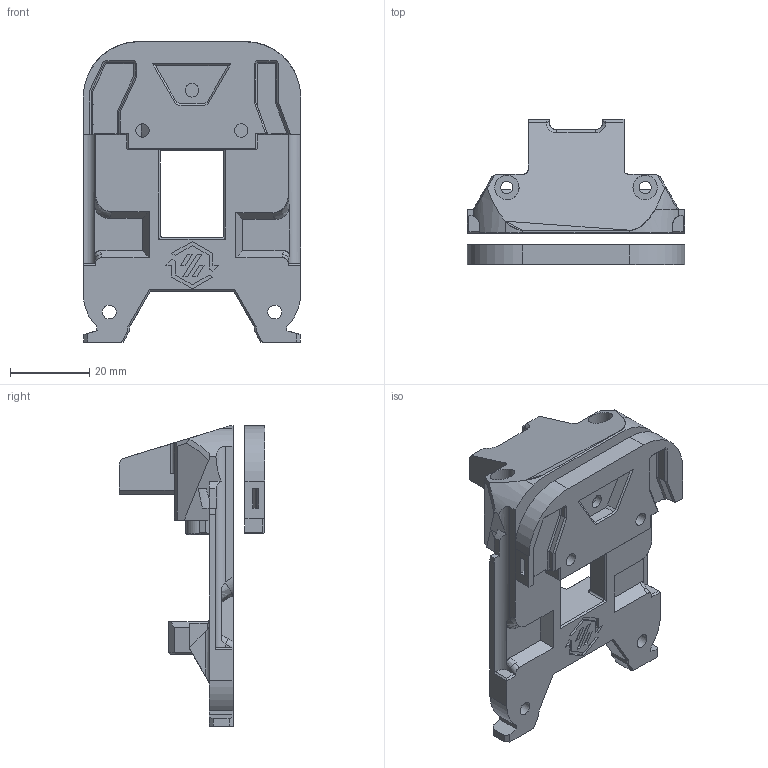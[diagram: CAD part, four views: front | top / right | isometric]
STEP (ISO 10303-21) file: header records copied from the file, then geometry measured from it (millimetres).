
FILE_DESCRIPTION(/* description */ (''),/* implementation_level */ '2;1');
FILE_NAME(/* name */ 'RapidBurner.step',/* time_stamp */ '2024-08-20T10:28:16-06:00',/* author */ (''),/* organization */ (''),/* preprocessor_version */ 'ST-DEVELOPER v20',/* originating_system */ 'Autodesk Translation Framework v13.14.0.145',/* authorisation */ '');
FILE_SCHEMA (('AUTOMOTIVE_DESIGN { 1 0 10303 214 3 1 1 }'));
Length unit declared in the file: millimetre
Products named in the file (3): RapidBurner; Backplate; Spacer
Assembly tree (2 placements, depth 2):
  RapidBurner
    Backplate
    Spacer
Bounding box: 55 x 36.69 x 76.03 mm (x, y, z)
Volume: 33732.4 mm3; surface area: 16737.6 mm2
Topology: 2 solids, 2 shells, 498 faces, 1335 edges, 863 vertices
Faces by surface type: plane 406, cylinder 75, bspline 10, cone 7
Full cylindrical faces by diameter (mm): 2.8 x4, 3.1 x3, 3.4 x3, 3.5 x2, 4.7 x2, 6.1 x1, 6.2 x2, 6.3 x3
Entity records: 15759 total; most frequent: CARTESIAN_POINT 3160, ORIENTED_EDGE 2670, DIRECTION 2450, EDGE_CURVE 1335, LINE 1122, VECTOR 1122, VERTEX_POINT 863, AXIS2_PLACEMENT_3D 664
